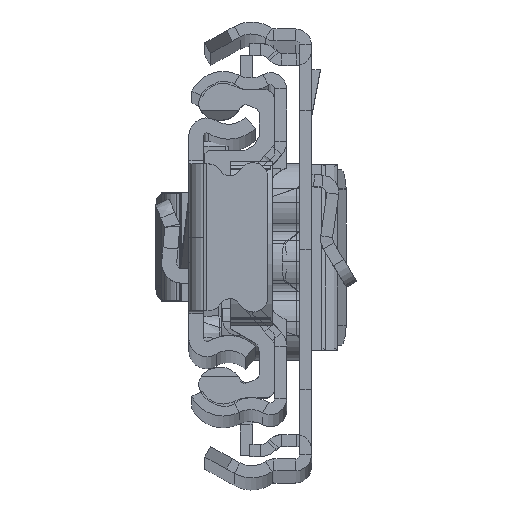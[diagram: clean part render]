
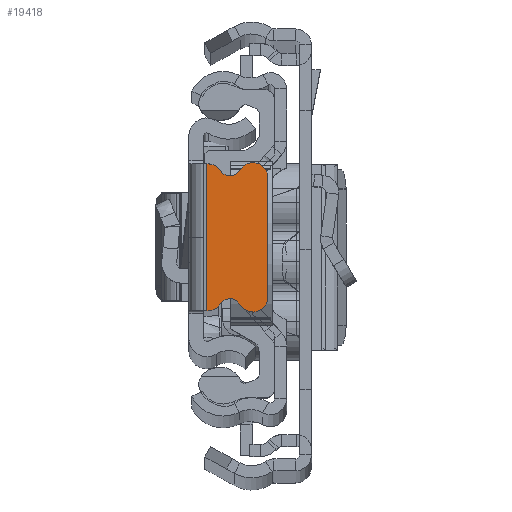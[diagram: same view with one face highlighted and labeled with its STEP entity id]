
A CAD part, top view. The second image highlights one B-rep face of the part: STEP entity #19418.
In plain terms, the highlighted planar face has unit normal (0, 0, 1).
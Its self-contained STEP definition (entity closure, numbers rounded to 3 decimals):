
#4 = AXIS2_PLACEMENT_3D ( 'NONE', #13105, #20696, #21244 ) ;
#318 = VERTEX_POINT ( 'NONE', #12848 ) ;
#651 = DIRECTION ( 'NONE',  ( 0., 0., -1. ) ) ;
#760 = CIRCLE ( 'NONE', #1624, 1.5 ) ;
#1135 = ORIENTED_EDGE ( 'NONE', *, *, #10792, .T. ) ;
#1273 = ORIENTED_EDGE ( 'NONE', *, *, #12852, .F. ) ;
#1624 = AXIS2_PLACEMENT_3D ( 'NONE', #4318, #24743, #6189 ) ;
#1683 = EDGE_CURVE ( 'NONE', #26253, #16302, #23479, .T. ) ;
#1765 = DIRECTION ( 'NONE',  ( 0., 0., -1. ) ) ;
#2204 = VECTOR ( 'NONE', #3547, 1000. ) ;
#2376 = VECTOR ( 'NONE', #19179, 1000. ) ;
#2661 = CARTESIAN_POINT ( 'NONE',  ( -4.142, -7.236, 0. ) ) ;
#2954 = ORIENTED_EDGE ( 'NONE', *, *, #6825, .F. ) ;
#3547 = DIRECTION ( 'NONE',  ( -1., 0., 0. ) ) ;
#3553 = CARTESIAN_POINT ( 'NONE',  ( -1.75, 7.37, 0. ) ) ;
#3929 = LINE ( 'NONE', #16192, #2204 ) ;
#3951 = VERTEX_POINT ( 'NONE', #22610 ) ;
#4318 = CARTESIAN_POINT ( 'NONE',  ( -6.429, -6., 0. ) ) ;
#5021 = LINE ( 'NONE', #13154, #6591 ) ;
#5044 = CARTESIAN_POINT ( 'NONE',  ( -7.929, -6., 0. ) ) ;
#6189 = DIRECTION ( 'NONE',  ( 1., 0., 0. ) ) ;
#6529 = CARTESIAN_POINT ( 'NONE',  ( -1.929, 7.37, 0. ) ) ;
#6591 = VECTOR ( 'NONE', #18876, 1000. ) ;
#6825 = EDGE_CURVE ( 'NONE', #26253, #6863, #5021, .T. ) ;
#6863 = VERTEX_POINT ( 'NONE', #3553 ) ;
#7120 = CIRCLE ( 'NONE', #8823, 1.1 ) ;
#7164 = LINE ( 'NONE', #5044, #13983 ) ;
#7308 = LINE ( 'NONE', #17431, #2376 ) ;
#7520 = EDGE_CURVE ( 'NONE', #16425, #10147, #21105, .T. ) ;
#7805 = ORIENTED_EDGE ( 'NONE', *, *, #7520, .T. ) ;
#7839 = CARTESIAN_POINT ( 'NONE',  ( -1.929, -5.87, 0. ) ) ;
#8351 = AXIS2_PLACEMENT_3D ( 'NONE', #17553, #13430, #14059 ) ;
#8365 = DIRECTION ( 'NONE',  ( 1., 0., 0. ) ) ;
#8382 = ORIENTED_EDGE ( 'NONE', *, *, #12181, .T. ) ;
#8823 = AXIS2_PLACEMENT_3D ( 'NONE', #2661, #651, #15049 ) ;
#10036 = AXIS2_PLACEMENT_3D ( 'NONE', #7839, #22908, #8365 ) ;
#10098 = EDGE_CURVE ( 'NONE', #12642, #318, #12636, .T. ) ;
#10147 = VERTEX_POINT ( 'NONE', #14683 ) ;
#10175 = CARTESIAN_POINT ( 'NONE',  ( -3.206, 6.658, 0. ) ) ;
#10480 = CARTESIAN_POINT ( 'NONE',  ( -5.109, 6.713, 0. ) ) ;
#10792 = EDGE_CURVE ( 'NONE', #18148, #16425, #7120, .T. ) ;
#11293 = FACE_OUTER_BOUND ( 'NONE', #15438, .T. ) ;
#11304 = DIRECTION ( 'NONE',  ( 0., -1., 0. ) ) ;
#11313 = VERTEX_POINT ( 'NONE', #21125 ) ;
#12054 = ORIENTED_EDGE ( 'NONE', *, *, #17511, .T. ) ;
#12181 = EDGE_CURVE ( 'NONE', #3951, #18148, #760, .T. ) ;
#12391 = EDGE_CURVE ( 'NONE', #318, #3951, #7164, .T. ) ;
#12577 = CIRCLE ( 'NONE', #13003, 1.1 ) ;
#12636 = CIRCLE ( 'NONE', #15579, 1.5 ) ;
#12642 = VERTEX_POINT ( 'NONE', #10480 ) ;
#12848 = CARTESIAN_POINT ( 'NONE',  ( -7.929, 6., 0. ) ) ;
#12852 = EDGE_CURVE ( 'NONE', #11313, #10147, #3929, .T. ) ;
#13003 = AXIS2_PLACEMENT_3D ( 'NONE', #14030, #1765, #18410 ) ;
#13105 = CARTESIAN_POINT ( 'NONE',  ( -1.929, 5.87, 0. ) ) ;
#13154 = CARTESIAN_POINT ( 'NONE',  ( -1.929, 7.37, 0. ) ) ;
#13430 = DIRECTION ( 'NONE',  ( 0., 0., 1. ) ) ;
#13983 = VECTOR ( 'NONE', #11304, 1000. ) ;
#14030 = CARTESIAN_POINT ( 'NONE',  ( -4.142, 7.236, 0. ) ) ;
#14059 = DIRECTION ( 'NONE',  ( 1., 0., 0. ) ) ;
#14683 = CARTESIAN_POINT ( 'NONE',  ( -1.929, -7.37, 0. ) ) ;
#15049 = DIRECTION ( 'NONE',  ( -1., 0., 0. ) ) ;
#15438 = EDGE_LOOP ( 'NONE', ( #21984, #2954, #18660, #12054, #15698, #20210, #8382, #1135, #7805, #1273 ) ) ;
#15579 = AXIS2_PLACEMENT_3D ( 'NONE', #19655, #21665, #25790 ) ;
#15698 = ORIENTED_EDGE ( 'NONE', *, *, #10098, .T. ) ;
#16088 = CARTESIAN_POINT ( 'NONE',  ( -5.109, -6.713, 0. ) ) ;
#16192 = CARTESIAN_POINT ( 'NONE',  ( -1.929, -7.37, 0. ) ) ;
#16302 = VERTEX_POINT ( 'NONE', #10175 ) ;
#16425 = VERTEX_POINT ( 'NONE', #18564 ) ;
#17431 = CARTESIAN_POINT ( 'NONE',  ( -1.75, 0., 0. ) ) ;
#17511 = EDGE_CURVE ( 'NONE', #16302, #12642, #12577, .T. ) ;
#17553 = CARTESIAN_POINT ( 'NONE',  ( 694.071, 0., 0. ) ) ;
#18098 = EDGE_CURVE ( 'NONE', #6863, #11313, #7308, .T. ) ;
#18148 = VERTEX_POINT ( 'NONE', #16088 ) ;
#18410 = DIRECTION ( 'NONE',  ( 1., 0., 0. ) ) ;
#18564 = CARTESIAN_POINT ( 'NONE',  ( -3.206, -6.658, 0. ) ) ;
#18660 = ORIENTED_EDGE ( 'NONE', *, *, #1683, .T. ) ;
#18876 = DIRECTION ( 'NONE',  ( 1., 0., 0. ) ) ;
#19179 = DIRECTION ( 'NONE',  ( 0., -1., 0. ) ) ;
#19418 = ADVANCED_FACE ( 'NONE', ( #11293 ), #22338, .T. ) ;
#19655 = CARTESIAN_POINT ( 'NONE',  ( -6.429, 6., 0. ) ) ;
#20210 = ORIENTED_EDGE ( 'NONE', *, *, #12391, .T. ) ;
#20696 = DIRECTION ( 'NONE',  ( 0., 0., 1. ) ) ;
#21105 = CIRCLE ( 'NONE', #10036, 1.5 ) ;
#21125 = CARTESIAN_POINT ( 'NONE',  ( -1.75, -7.37, 0. ) ) ;
#21244 = DIRECTION ( 'NONE',  ( -1., 0., 0. ) ) ;
#21665 = DIRECTION ( 'NONE',  ( 0., 0., 1. ) ) ;
#21984 = ORIENTED_EDGE ( 'NONE', *, *, #18098, .F. ) ;
#22338 = PLANE ( 'NONE',  #8351 ) ;
#22610 = CARTESIAN_POINT ( 'NONE',  ( -7.929, -6., 0. ) ) ;
#22908 = DIRECTION ( 'NONE',  ( 0., 0., 1. ) ) ;
#23479 = CIRCLE ( 'NONE', #4, 1.5 ) ;
#24743 = DIRECTION ( 'NONE',  ( 0., 0., 1. ) ) ;
#25790 = DIRECTION ( 'NONE',  ( -1., 0., 0. ) ) ;
#26253 = VERTEX_POINT ( 'NONE', #6529 ) ;
